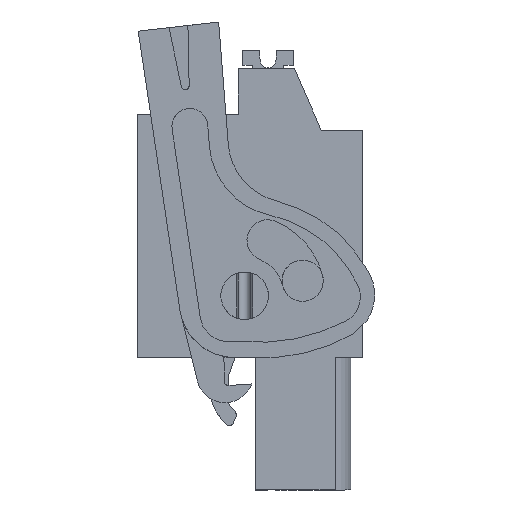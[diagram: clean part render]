
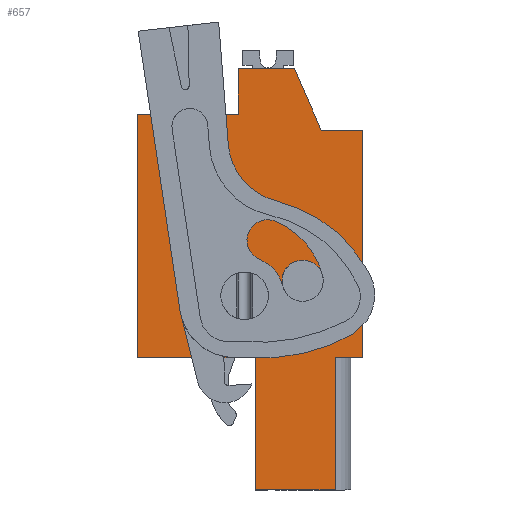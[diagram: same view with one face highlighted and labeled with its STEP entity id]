
A CAD part, left-side view. The second image highlights one B-rep face of the part: STEP entity #657.
In plain terms, the highlighted planar face has unit normal (-1, 0, 0).
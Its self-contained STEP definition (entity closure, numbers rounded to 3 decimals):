
#537=AXIS2_PLACEMENT_3D('Plane Axis2P3D',#534,#535,#536) ;
#623=AXIS2_PLACEMENT_3D('Circle Axis2P3D',#621,#622,$) ;
#632=AXIS2_PLACEMENT_3D('Circle Axis2P3D',#630,#631,$) ;
#641=AXIS2_PLACEMENT_3D('Circle Axis2P3D',#639,#640,$) ;
#650=AXIS2_PLACEMENT_3D('Circle Axis2P3D',#648,#649,$) ;
#42=CARTESIAN_POINT('Vertex',(4.85,8.618,26.59)) ;
#45=CARTESIAN_POINT('Line Origine',(4.85,6.843,26.59)) ;
#49=CARTESIAN_POINT('Vertex',(4.85,5.068,26.59)) ;
#439=CARTESIAN_POINT('Vertex',(4.85,8.618,23.69)) ;
#442=CARTESIAN_POINT('Line Origine',(4.85,8.618,25.14)) ;
#534=CARTESIAN_POINT('Axis2P3D Location',(4.85,7.568,8.35)) ;
#539=CARTESIAN_POINT('Line Origine',(4.85,2.493,4.175)) ;
#543=CARTESIAN_POINT('Vertex',(4.85,2.493,8.35)) ;
#545=CARTESIAN_POINT('Vertex',(4.85,2.493,0.)) ;
#548=CARTESIAN_POINT('Line Origine',(4.85,1.63,8.35)) ;
#552=CARTESIAN_POINT('Vertex',(4.85,0.768,8.35)) ;
#555=CARTESIAN_POINT('Line Origine',(4.85,0.768,15.52)) ;
#559=CARTESIAN_POINT('Vertex',(4.85,0.768,22.69)) ;
#562=CARTESIAN_POINT('Line Origine',(4.85,2.068,22.69)) ;
#566=CARTESIAN_POINT('Vertex',(4.85,3.368,22.69)) ;
#569=CARTESIAN_POINT('Line Origine',(4.85,4.218,24.64)) ;
#574=CARTESIAN_POINT('Line Origine',(4.85,11.793,23.69)) ;
#578=CARTESIAN_POINT('Vertex',(4.85,14.968,23.69)) ;
#581=CARTESIAN_POINT('Line Origine',(4.85,14.968,16.02)) ;
#585=CARTESIAN_POINT('Vertex',(4.85,14.968,8.35)) ;
#588=CARTESIAN_POINT('Line Origine',(4.85,11.253,8.35)) ;
#592=CARTESIAN_POINT('Vertex',(4.85,7.539,8.35)) ;
#595=CARTESIAN_POINT('Line Origine',(4.85,7.539,4.175)) ;
#599=CARTESIAN_POINT('Vertex',(4.85,7.539,0.)) ;
#602=CARTESIAN_POINT('Line Origine',(4.85,5.016,0.)) ;
#621=CARTESIAN_POINT('Axis2P3D Location',(4.85,8.204,12.25)) ;
#625=CARTESIAN_POINT('Vertex',(4.85,8.204,10.75)) ;
#627=CARTESIAN_POINT('Vertex',(4.85,8.204,13.75)) ;
#630=CARTESIAN_POINT('Axis2P3D Location',(4.85,8.204,12.25)) ;
#639=CARTESIAN_POINT('Axis2P3D Location',(4.85,4.544,13.2)) ;
#643=CARTESIAN_POINT('Vertex',(4.85,4.544,14.5)) ;
#645=CARTESIAN_POINT('Vertex',(4.85,4.544,11.9)) ;
#648=CARTESIAN_POINT('Axis2P3D Location',(4.85,4.544,13.2)) ;
#46=DIRECTION('Vector Direction',(0.,1.,0.)) ;
#443=DIRECTION('Vector Direction',(0.,0.,-1.)) ;
#535=DIRECTION('Axis2P3D Direction',(1.,0.,0.)) ;
#536=DIRECTION('Axis2P3D XDirection',(0.,1.,0.)) ;
#540=DIRECTION('Vector Direction',(0.,0.,-1.)) ;
#549=DIRECTION('Vector Direction',(0.,-1.,0.)) ;
#556=DIRECTION('Vector Direction',(0.,0.,-1.)) ;
#563=DIRECTION('Vector Direction',(0.,1.,0.)) ;
#570=DIRECTION('Vector Direction',(0.,0.4,0.917)) ;
#575=DIRECTION('Vector Direction',(0.,1.,0.)) ;
#582=DIRECTION('Vector Direction',(0.,0.,1.)) ;
#589=DIRECTION('Vector Direction',(0.,1.,0.)) ;
#596=DIRECTION('Vector Direction',(0.,0.,-1.)) ;
#603=DIRECTION('Vector Direction',(0.,1.,0.)) ;
#622=DIRECTION('Axis2P3D Direction',(1.,0.,0.)) ;
#631=DIRECTION('Axis2P3D Direction',(1.,0.,0.)) ;
#640=DIRECTION('Axis2P3D Direction',(1.,0.,0.)) ;
#649=DIRECTION('Axis2P3D Direction',(1.,0.,0.)) ;
#47=VECTOR('Line Direction',#46,1.) ;
#444=VECTOR('Line Direction',#443,1.) ;
#541=VECTOR('Line Direction',#540,1.) ;
#550=VECTOR('Line Direction',#549,1.) ;
#557=VECTOR('Line Direction',#556,1.) ;
#564=VECTOR('Line Direction',#563,1.) ;
#571=VECTOR('Line Direction',#570,1.) ;
#576=VECTOR('Line Direction',#575,1.) ;
#583=VECTOR('Line Direction',#582,1.) ;
#590=VECTOR('Line Direction',#589,1.) ;
#597=VECTOR('Line Direction',#596,1.) ;
#604=VECTOR('Line Direction',#603,1.) ;
#608=ORIENTED_EDGE('',*,*,#547,.F.) ;
#609=ORIENTED_EDGE('',*,*,#554,.F.) ;
#610=ORIENTED_EDGE('',*,*,#561,.F.) ;
#611=ORIENTED_EDGE('',*,*,#568,.T.) ;
#612=ORIENTED_EDGE('',*,*,#573,.T.) ;
#613=ORIENTED_EDGE('',*,*,#51,.T.) ;
#614=ORIENTED_EDGE('',*,*,#446,.T.) ;
#615=ORIENTED_EDGE('',*,*,#580,.T.) ;
#616=ORIENTED_EDGE('',*,*,#587,.F.) ;
#617=ORIENTED_EDGE('',*,*,#594,.F.) ;
#618=ORIENTED_EDGE('',*,*,#601,.T.) ;
#619=ORIENTED_EDGE('',*,*,#606,.F.) ;
#636=ORIENTED_EDGE('',*,*,#629,.T.) ;
#637=ORIENTED_EDGE('',*,*,#634,.T.) ;
#654=ORIENTED_EDGE('',*,*,#647,.T.) ;
#655=ORIENTED_EDGE('',*,*,#652,.T.) ;
#638=FACE_BOUND('',#635,.T.) ;
#656=FACE_BOUND('',#653,.T.) ;
#657=ADVANCED_FACE('HOUSING',(#620,#638,#656),#538,.F.) ;
#624=CIRCLE('generated circle',#623,1.5) ;
#633=CIRCLE('generated circle',#632,1.5) ;
#642=CIRCLE('generated circle',#641,1.3) ;
#651=CIRCLE('generated circle',#650,1.3) ;
#51=EDGE_CURVE('',#50,#43,#48,.T.) ;
#446=EDGE_CURVE('',#43,#440,#445,.T.) ;
#547=EDGE_CURVE('',#544,#546,#542,.T.) ;
#554=EDGE_CURVE('',#553,#544,#551,.F.) ;
#561=EDGE_CURVE('',#560,#553,#558,.T.) ;
#568=EDGE_CURVE('',#560,#567,#565,.T.) ;
#573=EDGE_CURVE('',#567,#50,#572,.T.) ;
#580=EDGE_CURVE('',#440,#579,#577,.T.) ;
#587=EDGE_CURVE('',#586,#579,#584,.T.) ;
#594=EDGE_CURVE('',#593,#586,#591,.T.) ;
#601=EDGE_CURVE('',#593,#600,#598,.T.) ;
#606=EDGE_CURVE('',#546,#600,#605,.T.) ;
#629=EDGE_CURVE('',#626,#628,#624,.T.) ;
#634=EDGE_CURVE('',#628,#626,#633,.T.) ;
#647=EDGE_CURVE('',#644,#646,#642,.T.) ;
#652=EDGE_CURVE('',#646,#644,#651,.T.) ;
#607=EDGE_LOOP('',(#608,#609,#610,#611,#612,#613,#614,#615,#616,#617,#618,#619)) ;
#635=EDGE_LOOP('',(#636,#637)) ;
#653=EDGE_LOOP('',(#654,#655)) ;
#620=FACE_OUTER_BOUND('',#607,.T.) ;
#48=LINE('Line',#45,#47) ;
#445=LINE('Line',#442,#444) ;
#542=LINE('Line',#539,#541) ;
#551=LINE('Line',#548,#550) ;
#558=LINE('Line',#555,#557) ;
#565=LINE('Line',#562,#564) ;
#572=LINE('Line',#569,#571) ;
#577=LINE('Line',#574,#576) ;
#584=LINE('Line',#581,#583) ;
#591=LINE('Line',#588,#590) ;
#598=LINE('Line',#595,#597) ;
#605=LINE('Line',#602,#604) ;
#538=PLANE('',#537) ;
#43=VERTEX_POINT('',#42) ;
#50=VERTEX_POINT('',#49) ;
#440=VERTEX_POINT('',#439) ;
#544=VERTEX_POINT('',#543) ;
#546=VERTEX_POINT('',#545) ;
#553=VERTEX_POINT('',#552) ;
#560=VERTEX_POINT('',#559) ;
#567=VERTEX_POINT('',#566) ;
#579=VERTEX_POINT('',#578) ;
#586=VERTEX_POINT('',#585) ;
#593=VERTEX_POINT('',#592) ;
#600=VERTEX_POINT('',#599) ;
#626=VERTEX_POINT('',#625) ;
#628=VERTEX_POINT('',#627) ;
#644=VERTEX_POINT('',#643) ;
#646=VERTEX_POINT('',#645) ;
